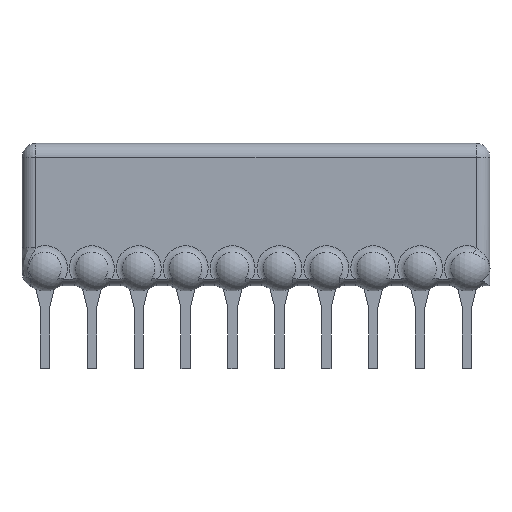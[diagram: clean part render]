
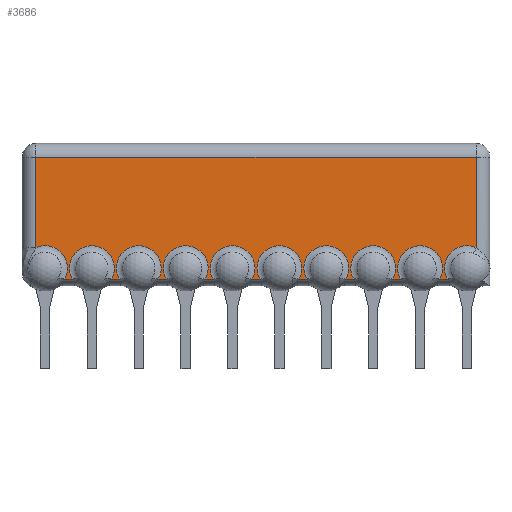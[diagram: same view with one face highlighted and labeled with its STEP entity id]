
A CAD part, left-side view. The second image highlights one B-rep face of the part: STEP entity #3686.
In plain terms, the highlighted planar face has unit normal (-1, 0, 0).
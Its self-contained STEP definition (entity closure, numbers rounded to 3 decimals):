
#309=CARTESIAN_POINT('',(-0.75,0.75,
1.112));
#523=CARTESIAN_POINT('',(-0.75,24.105,0.));
#524=DIRECTION('',(1.,0.,0.));
#525=DIRECTION('',(0.,0.407,0.914));
#526=AXIS2_PLACEMENT_3D('',#523,#524,#525);
#762=DIRECTION('',(0.,0.,-1.));
#763=VECTOR('',#762,4.893);
#764=CARTESIAN_POINT('',(-0.75,24.6,6.005));
#765=LINE('',#764,#763);
#766=DIRECTION('',(0.,0.,-1.));
#767=VECTOR('',#766,4.893);
#768=CARTESIAN_POINT('',(-0.75,0.75,6.005));
#769=LINE('',#768,#767);
#770=CARTESIAN_POINT('',(-0.75,1.245,0.));
#771=DIRECTION('',(1.,0.,0.));
#772=DIRECTION('',(0.,0.875,-0.484));
#773=AXIS2_PLACEMENT_3D('',#770,#771,#772);
#775=DIRECTION('',(0.,1.,0.));
#776=VECTOR('',#775,0.409);
#777=CARTESIAN_POINT('',(-0.75,2.311,-0.589));
#778=LINE('',#777,#776);
#779=DIRECTION('',(0.,1.,0.));
#780=VECTOR('',#779,0.409);
#781=CARTESIAN_POINT('',(-0.75,4.851,-0.589));
#782=LINE('',#781,#780);
#783=DIRECTION('',(0.,1.,0.));
#784=VECTOR('',#783,0.409);
#785=CARTESIAN_POINT('',(-0.75,7.391,-0.589));
#786=LINE('',#785,#784);
#787=DIRECTION('',(0.,1.,0.));
#788=VECTOR('',#787,0.409);
#789=CARTESIAN_POINT('',(-0.75,9.931,-0.589));
#790=LINE('',#789,#788);
#791=DIRECTION('',(0.,1.,0.));
#792=VECTOR('',#791,0.409);
#793=CARTESIAN_POINT('',(-0.75,12.471,-0.589));
#794=LINE('',#793,#792);
#795=DIRECTION('',(0.,1.,0.));
#796=VECTOR('',#795,0.409);
#797=CARTESIAN_POINT('',(-0.75,15.011,-0.589));
#798=LINE('',#797,#796);
#799=DIRECTION('',(0.,1.,0.));
#800=VECTOR('',#799,0.409);
#801=CARTESIAN_POINT('',(-0.75,17.551,-0.589));
#802=LINE('',#801,#800);
#803=DIRECTION('',(0.,1.,0.));
#804=VECTOR('',#803,0.409);
#805=CARTESIAN_POINT('',(-0.75,20.091,-0.589));
#806=LINE('',#805,#804);
#807=DIRECTION('',(0.,1.,0.));
#808=VECTOR('',#807,0.409);
#809=CARTESIAN_POINT('',(-0.75,22.631,-0.589));
#810=LINE('',#809,#808);
#821=DIRECTION('',(0.,1.,0.));
#822=VECTOR('',#821,23.85);
#823=CARTESIAN_POINT('',(-0.75,0.75,6.005));
#824=LINE('',#823,#822);
#854=CARTESIAN_POINT('',(-0.75,3.785,0.));
#855=DIRECTION('',(1.,0.,0.));
#856=DIRECTION('',(0.,0.875,-0.484));
#857=AXIS2_PLACEMENT_3D('',#854,#855,#856);
#914=CARTESIAN_POINT('',(-0.75,6.325,0.));
#915=DIRECTION('',(1.,0.,0.));
#916=DIRECTION('',(0.,0.875,-0.484));
#917=AXIS2_PLACEMENT_3D('',#914,#915,#916);
#1080=CARTESIAN_POINT('',(-0.75,8.865,0.));
#1081=DIRECTION('',(1.,0.,0.));
#1082=DIRECTION('',(0.,0.875,-0.484));
#1083=AXIS2_PLACEMENT_3D('',#1080,#1081,#1082);
#1241=CARTESIAN_POINT('',(-0.75,11.405,0.));
#1242=DIRECTION('',(1.,0.,0.));
#1243=DIRECTION('',(0.,0.875,-0.484));
#1244=AXIS2_PLACEMENT_3D('',#1241,#1242,#1243);
#1407=CARTESIAN_POINT('',(-0.75,13.945,0.));
#1408=DIRECTION('',(1.,0.,0.));
#1409=DIRECTION('',(0.,0.875,-0.484));
#1410=AXIS2_PLACEMENT_3D('',#1407,#1408,#1409);
#1573=CARTESIAN_POINT('',(-0.75,16.485,0.));
#1574=DIRECTION('',(1.,0.,0.));
#1575=DIRECTION('',(0.,0.875,-0.484));
#1576=AXIS2_PLACEMENT_3D('',#1573,#1574,#1575);
#1739=CARTESIAN_POINT('',(-0.75,19.025,0.));
#1740=DIRECTION('',(1.,0.,0.));
#1741=DIRECTION('',(0.,0.875,-0.484));
#1742=AXIS2_PLACEMENT_3D('',#1739,#1740,#1741);
#1905=CARTESIAN_POINT('',(-0.75,21.565,0.));
#1906=DIRECTION('',(1.,0.,0.));
#1907=DIRECTION('',(0.,0.875,-0.484));
#1908=AXIS2_PLACEMENT_3D('',#1905,#1906,#1907);
#2136=CARTESIAN_POINT('',(-0.75,0.75,6.005));
#2138=VERTEX_POINT('',#2136);
#2141=VERTEX_POINT('',#309);
#2144=CARTESIAN_POINT('',(-0.75,2.311,-0.589));
#2145=VERTEX_POINT('',#2144);
#2163=CARTESIAN_POINT('',(-0.75,4.851,-0.589));
#2164=CARTESIAN_POINT('',(-0.75,5.259,-0.589));
#2165=VERTEX_POINT('',#2163);
#2166=VERTEX_POINT('',#2164);
#2171=CARTESIAN_POINT('',(-0.75,2.719,-0.589));
#2172=VERTEX_POINT('',#2171);
#2183=CARTESIAN_POINT('',(-0.75,7.391,-0.589));
#2184=CARTESIAN_POINT('',(-0.75,7.799,-0.589));
#2185=VERTEX_POINT('',#2183);
#2186=VERTEX_POINT('',#2184);
#2187=CARTESIAN_POINT('',(-0.75,9.931,-0.589));
#2188=CARTESIAN_POINT('',(-0.75,10.339,-0.589));
#2189=VERTEX_POINT('',#2187);
#2190=VERTEX_POINT('',#2188);
#2191=CARTESIAN_POINT('',(-0.75,12.471,-0.589));
#2192=CARTESIAN_POINT('',(-0.75,12.879,-0.589));
#2193=VERTEX_POINT('',#2191);
#2194=VERTEX_POINT('',#2192);
#2195=CARTESIAN_POINT('',(-0.75,15.011,-0.589));
#2196=CARTESIAN_POINT('',(-0.75,15.419,-0.589));
#2197=VERTEX_POINT('',#2195);
#2198=VERTEX_POINT('',#2196);
#2199=CARTESIAN_POINT('',(-0.75,17.551,-0.589));
#2200=CARTESIAN_POINT('',(-0.75,17.959,-0.589));
#2201=VERTEX_POINT('',#2199);
#2202=VERTEX_POINT('',#2200);
#2203=CARTESIAN_POINT('',(-0.75,20.091,-0.589));
#2204=CARTESIAN_POINT('',(-0.75,20.499,-0.589));
#2205=VERTEX_POINT('',#2203);
#2206=VERTEX_POINT('',#2204);
#2207=CARTESIAN_POINT('',(-0.75,22.631,-0.589));
#2208=CARTESIAN_POINT('',(-0.75,23.039,-0.589));
#2209=VERTEX_POINT('',#2207);
#2210=VERTEX_POINT('',#2208);
#2543=CARTESIAN_POINT('',(-0.75,24.6,6.005));
#2544=CARTESIAN_POINT('',(-0.75,24.6,1.112));
#2545=VERTEX_POINT('',#2543);
#2546=VERTEX_POINT('',#2544);
#3647=CARTESIAN_POINT('',(-0.75,0.,-0.589));
#3648=DIRECTION('',(-1.,0.,0.));
#3649=DIRECTION('',(0.,0.,1.));
#3650=AXIS2_PLACEMENT_3D('',#3647,#3648,#3649);
#3651=PLANE('',#3650);
#3652=ORIENTED_EDGE('',*,*,#3214,.F.);
#3654=ORIENTED_EDGE('',*,*,#3653,.F.);
#3655=ORIENTED_EDGE('',*,*,#2965,.T.);
#3657=ORIENTED_EDGE('',*,*,#3656,.F.);
#3658=ORIENTED_EDGE('',*,*,#2760,.T.);
#3660=ORIENTED_EDGE('',*,*,#3659,.F.);
#3661=ORIENTED_EDGE('',*,*,#2744,.T.);
#3663=ORIENTED_EDGE('',*,*,#3662,.F.);
#3664=ORIENTED_EDGE('',*,*,#2932,.T.);
#3666=ORIENTED_EDGE('',*,*,#3665,.F.);
#3667=ORIENTED_EDGE('',*,*,#2900,.T.);
#3669=ORIENTED_EDGE('',*,*,#3668,.F.);
#3670=ORIENTED_EDGE('',*,*,#2876,.T.);
#3672=ORIENTED_EDGE('',*,*,#3671,.F.);
#3673=ORIENTED_EDGE('',*,*,#2852,.T.);
#3675=ORIENTED_EDGE('',*,*,#3674,.F.);
#3676=ORIENTED_EDGE('',*,*,#2828,.T.);
#3678=ORIENTED_EDGE('',*,*,#3677,.F.);
#3679=ORIENTED_EDGE('',*,*,#2804,.T.);
#3681=ORIENTED_EDGE('',*,*,#3680,.F.);
#3682=ORIENTED_EDGE('',*,*,#2780,.T.);
#3683=ORIENTED_EDGE('',*,*,#3314,.F.);
#3684=EDGE_LOOP('',(#3652,#3654,#3655,#3657,#3658,#3660,#3661,#3663,#3664,#3666,
#3667,#3669,#3670,#3672,#3673,#3675,#3676,#3678,#3679,#3681,#3682,#3683));
#3685=FACE_OUTER_BOUND('',#3684,.F.);
#527=CIRCLE('',#526,1.218);
#774=CIRCLE('',#773,1.218);
#858=CIRCLE('',#857,1.218);
#918=CIRCLE('',#917,1.218);
#1084=CIRCLE('',#1083,1.218);
#1245=CIRCLE('',#1244,1.218);
#1411=CIRCLE('',#1410,1.218);
#1577=CIRCLE('',#1576,1.218);
#1743=CIRCLE('',#1742,1.218);
#1909=CIRCLE('',#1908,1.218);
#2744=EDGE_CURVE('',#2165,#2166,#782,.T.);
#2760=EDGE_CURVE('',#2145,#2172,#778,.T.);
#2780=EDGE_CURVE('',#2209,#2210,#810,.T.);
#2804=EDGE_CURVE('',#2205,#2206,#806,.T.);
#2828=EDGE_CURVE('',#2201,#2202,#802,.T.);
#2852=EDGE_CURVE('',#2197,#2198,#798,.T.);
#2876=EDGE_CURVE('',#2193,#2194,#794,.T.);
#2900=EDGE_CURVE('',#2189,#2190,#790,.T.);
#2932=EDGE_CURVE('',#2185,#2186,#786,.T.);
#2965=EDGE_CURVE('',#2138,#2141,#769,.T.);
#3214=EDGE_CURVE('',#2545,#2546,#765,.T.);
#3314=EDGE_CURVE('',#2546,#2210,#527,.T.);
#3653=EDGE_CURVE('',#2138,#2545,#824,.T.);
#3656=EDGE_CURVE('',#2145,#2141,#774,.T.);
#3659=EDGE_CURVE('',#2165,#2172,#858,.T.);
#3662=EDGE_CURVE('',#2185,#2166,#918,.T.);
#3665=EDGE_CURVE('',#2189,#2186,#1084,.T.);
#3668=EDGE_CURVE('',#2193,#2190,#1245,.T.);
#3671=EDGE_CURVE('',#2197,#2194,#1411,.T.);
#3674=EDGE_CURVE('',#2201,#2198,#1577,.T.);
#3677=EDGE_CURVE('',#2205,#2202,#1743,.T.);
#3680=EDGE_CURVE('',#2209,#2206,#1909,.T.);
#3686=ADVANCED_FACE('',(#3685),#3651,.T.);
